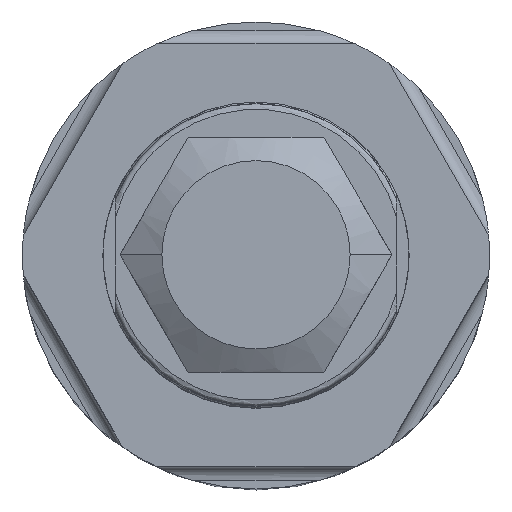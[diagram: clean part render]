
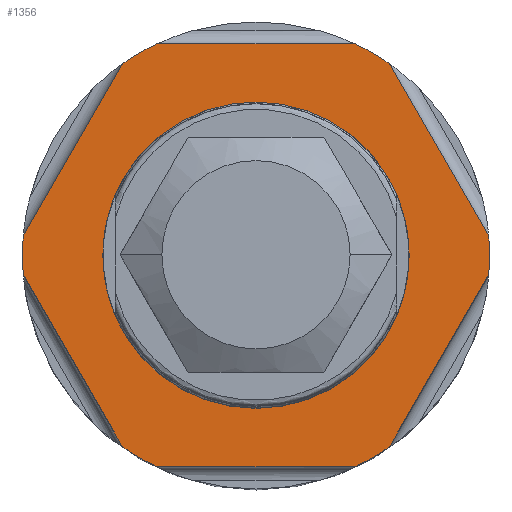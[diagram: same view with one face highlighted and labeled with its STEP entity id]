
A CAD part, top view. The second image highlights one B-rep face of the part: STEP entity #1356.
In plain terms, the highlighted planar face has unit normal (0, 0, 1).
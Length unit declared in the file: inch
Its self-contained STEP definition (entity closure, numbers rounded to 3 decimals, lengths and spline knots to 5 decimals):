
#362=DIRECTION('',(0.5,-0.866,0.));
#363=VECTOR('',#362,0.52794);
#364=CARTESIAN_POINT('',(-0.61782,-0.0519,2.192));
#365=LINE('',#364,#363);
#366=CARTESIAN_POINT('',(0.,0.,2.192));
#367=DIRECTION('',(0.,0.,1.));
#368=DIRECTION('',(-1.,0.,0.));
#369=AXIS2_PLACEMENT_3D('',#366,#367,#368);
#371=CARTESIAN_POINT('',(0.,0.,2.192));
#372=DIRECTION('',(0.,0.,1.));
#373=DIRECTION('',(-0.996,0.084,0.));
#374=AXIS2_PLACEMENT_3D('',#371,#372,#373);
#376=DIRECTION('',(0.5,0.866,0.));
#377=VECTOR('',#376,0.52794);
#378=CARTESIAN_POINT('',(-0.61782,0.0519,2.192));
#379=LINE('',#378,#377);
#380=CARTESIAN_POINT('',(0.,0.,2.192));
#381=DIRECTION('',(0.,0.,1.));
#382=DIRECTION('',(-0.426,0.905,0.));
#383=AXIS2_PLACEMENT_3D('',#380,#381,#382);
#385=DIRECTION('',(1.,0.,0.));
#386=VECTOR('',#385,0.52794);
#387=CARTESIAN_POINT('',(-0.26397,0.561,2.192));
#388=LINE('',#387,#386);
#389=CARTESIAN_POINT('',(0.,0.,2.192));
#390=DIRECTION('',(0.,0.,1.));
#391=DIRECTION('',(0.571,0.821,0.));
#392=AXIS2_PLACEMENT_3D('',#389,#390,#391);
#394=DIRECTION('',(-0.5,0.866,0.));
#395=VECTOR('',#394,0.52794);
#396=CARTESIAN_POINT('',(0.61782,0.0519,2.192));
#397=LINE('',#396,#395);
#398=CARTESIAN_POINT('',(0.,0.,2.192));
#399=DIRECTION('',(0.,0.,1.));
#400=DIRECTION('',(1.,0.,0.));
#401=AXIS2_PLACEMENT_3D('',#398,#399,#400);
#403=CARTESIAN_POINT('',(0.,0.,2.192));
#404=DIRECTION('',(0.,0.,1.));
#405=DIRECTION('',(0.996,-0.084,0.));
#406=AXIS2_PLACEMENT_3D('',#403,#404,#405);
#408=DIRECTION('',(-0.5,-0.866,0.));
#409=VECTOR('',#408,0.52794);
#410=CARTESIAN_POINT('',(0.61782,-0.0519,2.192));
#411=LINE('',#410,#409);
#412=CARTESIAN_POINT('',(0.,0.,2.192));
#413=DIRECTION('',(0.,0.,1.));
#414=DIRECTION('',(0.426,-0.905,0.));
#415=AXIS2_PLACEMENT_3D('',#412,#413,#414);
#417=DIRECTION('',(1.,0.,0.));
#418=VECTOR('',#417,0.52794);
#419=CARTESIAN_POINT('',(-0.26397,-0.561,2.192));
#420=LINE('',#419,#418);
#421=CARTESIAN_POINT('',(0.,0.,2.192));
#422=DIRECTION('',(0.,0.,1.));
#423=DIRECTION('',(-0.571,-0.821,0.));
#424=AXIS2_PLACEMENT_3D('',#421,#422,#423);
#426=CARTESIAN_POINT('',(0.,0.,2.192));
#427=DIRECTION('',(0.,0.,-1.));
#428=DIRECTION('',(0.,1.,0.));
#429=AXIS2_PLACEMENT_3D('',#426,#427,#428);
#431=CARTESIAN_POINT('',(0.,0.,2.192));
#432=DIRECTION('',(0.,0.,-1.));
#433=DIRECTION('',(0.,-1.,0.));
#434=AXIS2_PLACEMENT_3D('',#431,#432,#433);
#944=CARTESIAN_POINT('',(0.62,0.,2.192));
#945=VERTEX_POINT('',#944);
#946=CARTESIAN_POINT('',(-0.62,0.,2.192));
#947=VERTEX_POINT('',#946);
#948=CARTESIAN_POINT('',(-0.26397,-0.561,2.192));
#949=CARTESIAN_POINT('',(0.26397,-0.561,2.192));
#950=VERTEX_POINT('',#948);
#951=VERTEX_POINT('',#949);
#958=CARTESIAN_POINT('',(0.61782,-0.0519,2.192));
#959=CARTESIAN_POINT('',(0.35386,-0.5091,2.192));
#960=VERTEX_POINT('',#958);
#961=VERTEX_POINT('',#959);
#968=CARTESIAN_POINT('',(0.61782,0.0519,2.192));
#969=CARTESIAN_POINT('',(0.35386,0.5091,2.192));
#970=VERTEX_POINT('',#968);
#971=VERTEX_POINT('',#969);
#978=CARTESIAN_POINT('',(-0.26397,0.561,2.192));
#979=CARTESIAN_POINT('',(0.26397,0.561,2.192));
#980=VERTEX_POINT('',#978);
#981=VERTEX_POINT('',#979);
#988=CARTESIAN_POINT('',(-0.61782,0.0519,2.192));
#989=CARTESIAN_POINT('',(-0.35386,0.5091,2.192));
#990=VERTEX_POINT('',#988);
#991=VERTEX_POINT('',#989);
#998=CARTESIAN_POINT('',(-0.61782,-0.0519,2.192));
#999=CARTESIAN_POINT('',(-0.35386,-0.5091,2.192));
#1000=VERTEX_POINT('',#998);
#1001=VERTEX_POINT('',#999);
#1008=CARTESIAN_POINT('',(0.,0.4065,2.192));
#1009=CARTESIAN_POINT('',(0.,-0.4065,2.192));
#1010=VERTEX_POINT('',#1008);
#1011=VERTEX_POINT('',#1009);
#1317=CARTESIAN_POINT('',(0.,0.,2.192));
#1318=DIRECTION('',(0.,0.,1.));
#1319=DIRECTION('',(1.,0.,0.));
#1320=AXIS2_PLACEMENT_3D('',#1317,#1318,#1319);
#1321=PLANE('',#1320);
#1323=ORIENTED_EDGE('',*,*,#1322,.F.);
#1325=ORIENTED_EDGE('',*,*,#1324,.F.);
#1327=ORIENTED_EDGE('',*,*,#1326,.F.);
#1329=ORIENTED_EDGE('',*,*,#1328,.T.);
#1331=ORIENTED_EDGE('',*,*,#1330,.F.);
#1333=ORIENTED_EDGE('',*,*,#1332,.T.);
#1335=ORIENTED_EDGE('',*,*,#1334,.F.);
#1337=ORIENTED_EDGE('',*,*,#1336,.F.);
#1339=ORIENTED_EDGE('',*,*,#1338,.F.);
#1341=ORIENTED_EDGE('',*,*,#1340,.F.);
#1343=ORIENTED_EDGE('',*,*,#1342,.T.);
#1345=ORIENTED_EDGE('',*,*,#1344,.F.);
#1347=ORIENTED_EDGE('',*,*,#1346,.F.);
#1349=ORIENTED_EDGE('',*,*,#1348,.F.);
#1350=EDGE_LOOP('',(#1323,#1325,#1327,#1329,#1331,#1333,#1335,#1337,#1339,#1341,
#1343,#1345,#1347,#1349));
#1351=FACE_OUTER_BOUND('',#1350,.F.);
#1352=ORIENTED_EDGE('',*,*,#1148,.F.);
#1353=ORIENTED_EDGE('',*,*,#1304,.F.);
#1354=EDGE_LOOP('',(#1352,#1353));
#1355=FACE_BOUND('',#1354,.F.);
#1356=ADVANCED_FACE('',(#1351,#1355),#1321,.T.);
#370=CIRCLE('',#369,0.62);
#375=CIRCLE('',#374,0.62);
#384=CIRCLE('',#383,0.62);
#393=CIRCLE('',#392,0.62);
#402=CIRCLE('',#401,0.62);
#407=CIRCLE('',#406,0.62);
#416=CIRCLE('',#415,0.62);
#425=CIRCLE('',#424,0.62);
#430=CIRCLE('',#429,0.4065);
#435=CIRCLE('',#434,0.4065);
#1148=EDGE_CURVE('',#1010,#1011,#430,.T.);
#1304=EDGE_CURVE('',#1011,#1010,#435,.T.);
#1322=EDGE_CURVE('',#1000,#1001,#365,.T.);
#1324=EDGE_CURVE('',#947,#1000,#370,.T.);
#1326=EDGE_CURVE('',#990,#947,#375,.T.);
#1328=EDGE_CURVE('',#990,#991,#379,.T.);
#1330=EDGE_CURVE('',#980,#991,#384,.T.);
#1332=EDGE_CURVE('',#980,#981,#388,.T.);
#1334=EDGE_CURVE('',#971,#981,#393,.T.);
#1336=EDGE_CURVE('',#970,#971,#397,.T.);
#1338=EDGE_CURVE('',#945,#970,#402,.T.);
#1340=EDGE_CURVE('',#960,#945,#407,.T.);
#1342=EDGE_CURVE('',#960,#961,#411,.T.);
#1344=EDGE_CURVE('',#951,#961,#416,.T.);
#1346=EDGE_CURVE('',#950,#951,#420,.T.);
#1348=EDGE_CURVE('',#1001,#950,#425,.T.);
